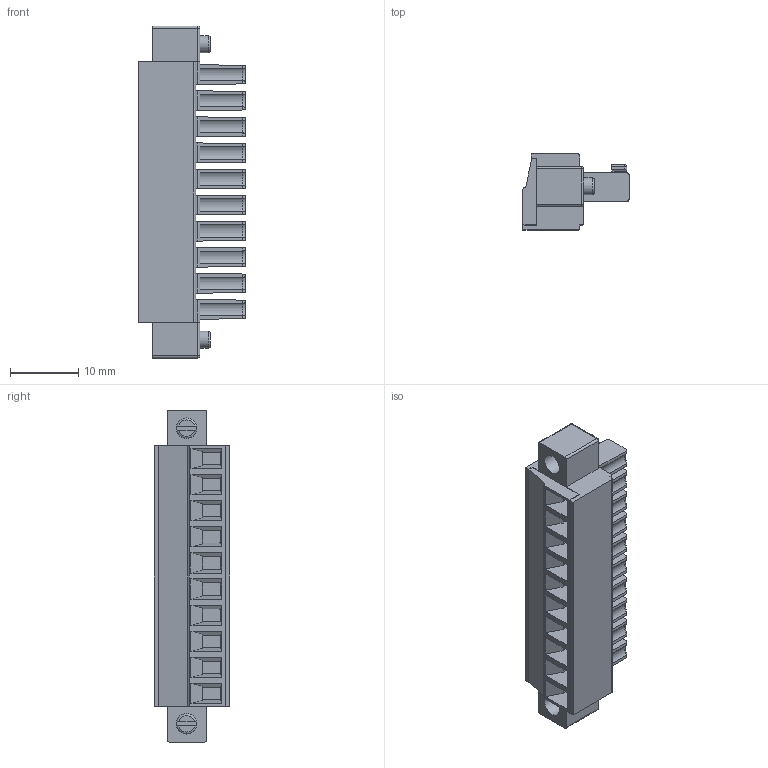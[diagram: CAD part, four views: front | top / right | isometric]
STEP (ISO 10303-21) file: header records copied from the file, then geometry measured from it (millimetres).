
FILE_DESCRIPTION(('STEP AP214'),'1');
FILE_NAME('SH10-3,81-K.stp','2018-11-19T10:17:10',(' '),(' '),'Spatial InterOp 3D',' ',' ');
FILE_SCHEMA(('AUTOMOTIVE_DESIGN { 1 0 10303 214 1 1 1 1 }'));
Length unit declared in the file: metre
Products named in the file (1): 1
Bounding box: 15.5 x 11.1 x 48.5 mm (x, y, z)
Volume: 3952.7 mm3; surface area: 4406.7 mm2
Topology: 1 solids, 1 shells, 810 faces, 2134 edges, 1354 vertices
Faces by surface type: plane 534, cylinder 186, torus 34, cone 32, sphere 24
Full cylindrical faces by diameter (mm): 1.2 x10, 2.5 x2, 2.8 x10, 3 x12
Entity records: 30870 total; most frequent: CARTESIAN_POINT 4834, ORIENTED_EDGE 4016, DIRECTION 3982, EDGE_CURVE 2008, LINE 1472, VECTOR 1472, VERTEX_POINT 1318, AXIS2_PLACEMENT_3D 1255
